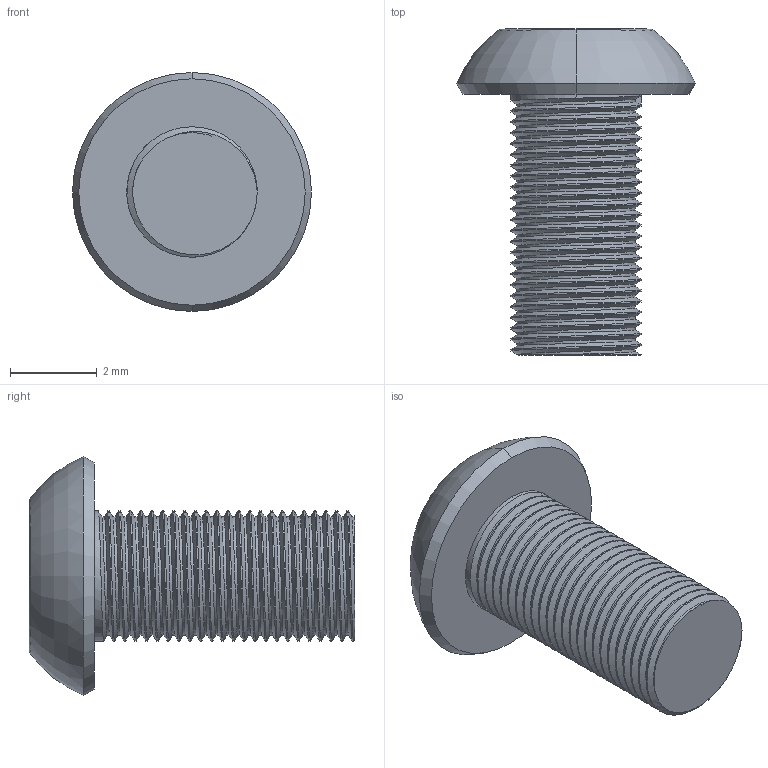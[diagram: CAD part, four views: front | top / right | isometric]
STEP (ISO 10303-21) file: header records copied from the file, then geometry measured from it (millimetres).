
FILE_DESCRIPTION (( 'STEP AP214' ), '1' );
FILE_NAME ('Screw_Machine_M3x6.STEP', '2019-12-07T17:37:46', ( '' ), ( '' ), 'SwSTEP 2.0', 'SolidWorks 2016', '' );
FILE_SCHEMA (( 'AUTOMOTIVE_DESIGN' ));
Length unit declared in the file: millimetre
Products named in the file (1): Screw_Machine_M3x6
Bounding box: 5.5 x 7.5 x 5.5 mm (x, y, z)
Volume: 63.1 mm3; surface area: 151.5 mm2
Topology: 1 solids, 1 shells, 115 faces, 314 edges, 206 vertices
Faces by surface type: cylinder 54, plane 37, bspline 18, torus 4, cone 2
Entity records: 7686 total; most frequent: CARTESIAN_POINT 4709, ORIENTED_EDGE 628, DIRECTION 388, EDGE_CURVE 314, VERTEX_POINT 206, VECTOR 162, LINE 162, EDGE_LOOP 120
